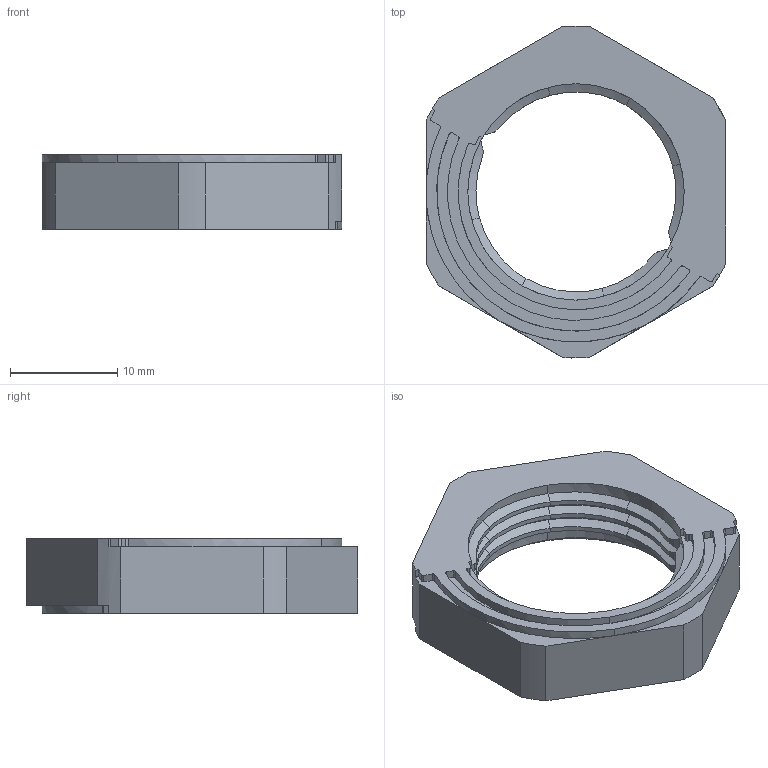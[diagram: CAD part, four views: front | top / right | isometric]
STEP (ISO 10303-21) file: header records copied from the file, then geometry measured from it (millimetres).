
FILE_DESCRIPTION(('CATIA V5R24 STEP','CAx-IF Rec.Pracs.--- Model Styling and Organization---1.2---2011-12-15'),'2;1');
FILE_NAME ('D1463363_0', '2018-07-19T09:53:53+00:00', ('Weidmueller Interface'), ('Weidmueller'), 'CATIA Version 5-6 Release 2014 SP4 HF52', 'CATIA V5 STEP AP214', 'none');
FILE_SCHEMA(('AUTOMOTIVE_DESIGN { 1 0 10303 214 1 1 1 1 }'));
Length unit declared in the file: millimetre
Products named in the file (1): 67208_MU_CABTITE_CGS_M20_BK
Bounding box: 28 x 30.99 x 7 mm (x, y, z)
Volume: 2454.8 mm3; surface area: 2078.3 mm2
Topology: 1 solids, 1 shells, 194 faces, 515 edges, 325 vertices
Faces by surface type: bspline 72, cylinder 70, plane 52
Entity records: 6381 total; most frequent: CARTESIAN_POINT 2506, ORIENTED_EDGE 1030, EDGE_CURVE 515, DIRECTION 493, VERTEX_POINT 325, EDGE_LOOP 198, AXIS2_PLACEMENT_3D 196, ADVANCED_FACE 194
